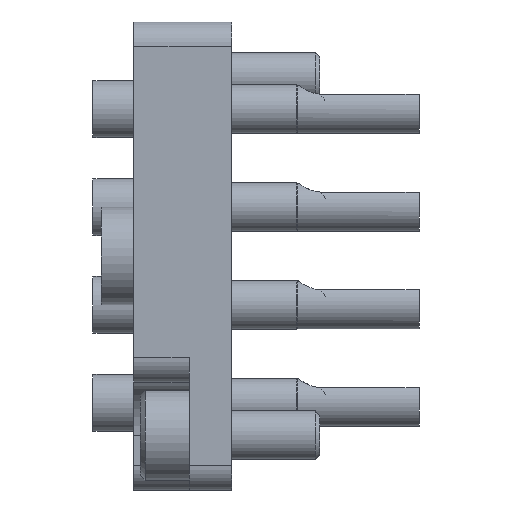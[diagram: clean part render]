
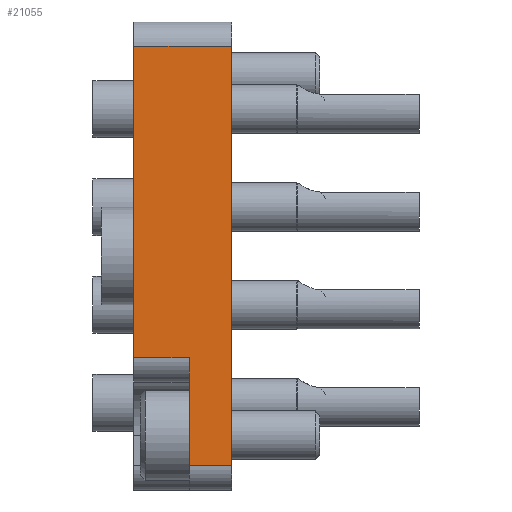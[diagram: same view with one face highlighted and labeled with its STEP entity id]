
A CAD part, left-side view. The second image highlights one B-rep face of the part: STEP entity #21055.
In plain terms, the highlighted planar face has unit normal (-1, 0, 0).
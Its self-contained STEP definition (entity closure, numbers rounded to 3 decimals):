
#19 = LINE ( 'NONE', #9677, #20653 ) ;
#53 = VERTEX_POINT ( 'NONE', #15253 ) ;
#657 = LINE ( 'NONE', #17768, #4307 ) ;
#3077 = CARTESIAN_POINT ( 'NONE',  ( -30., 6., -6.25 ) ) ;
#3424 = ORIENTED_EDGE ( 'NONE', *, *, #21878, .F. ) ;
#4307 = VECTOR ( 'NONE', #12052, 1000. ) ;
#4888 = DIRECTION ( 'NONE',  ( 1., 0., 0. ) ) ;
#4971 = DIRECTION ( 'NONE',  ( 0., 0., -1. ) ) ;
#5106 = EDGE_CURVE ( 'NONE', #16268, #6536, #12393, .T. ) ;
#5334 = CARTESIAN_POINT ( 'NONE',  ( -30., 6., 14.35 ) ) ;
#5638 = VERTEX_POINT ( 'NONE', #21280 ) ;
#6370 = ORIENTED_EDGE ( 'NONE', *, *, #9651, .T. ) ;
#6491 = EDGE_LOOP ( 'NONE', ( #13267, #6370, #3424, #9902, #19507, #12972 ) ) ;
#6498 = VERTEX_POINT ( 'NONE', #3077 ) ;
#6536 = VERTEX_POINT ( 'NONE', #18571 ) ;
#6824 = VERTEX_POINT ( 'NONE', #21610 ) ;
#6926 = EDGE_CURVE ( 'NONE', #16268, #6824, #19, .T. ) ;
#7317 = DIRECTION ( 'NONE',  ( 0., 0., -1. ) ) ;
#7835 = LINE ( 'NONE', #16893, #18664 ) ;
#7980 = EDGE_CURVE ( 'NONE', #53, #6536, #657, .T. ) ;
#8783 = EDGE_CURVE ( 'NONE', #6824, #6498, #14509, .T. ) ;
#9651 = EDGE_CURVE ( 'NONE', #6498, #5638, #7835, .T. ) ;
#9677 = CARTESIAN_POINT ( 'NONE',  ( -30., 6., 12.85 ) ) ;
#9902 = ORIENTED_EDGE ( 'NONE', *, *, #7980, .T. ) ;
#9965 = CARTESIAN_POINT ( 'NONE',  ( -30., 0., 12.85 ) ) ;
#10764 = CARTESIAN_POINT ( 'NONE',  ( -30., 2.6, -7.75 ) ) ;
#10821 = PLANE ( 'NONE',  #19294 ) ;
#10997 = VECTOR ( 'NONE', #18703, 1000. ) ;
#12052 = DIRECTION ( 'NONE',  ( 0., -1., 0. ) ) ;
#12393 = LINE ( 'NONE', #21719, #14370 ) ;
#12972 = ORIENTED_EDGE ( 'NONE', *, *, #6926, .T. ) ;
#13267 = ORIENTED_EDGE ( 'NONE', *, *, #8783, .T. ) ;
#14308 = FACE_OUTER_BOUND ( 'NONE', #6491, .T. ) ;
#14370 = VECTOR ( 'NONE', #4971, 1000. ) ;
#14491 = LINE ( 'NONE', #10764, #10997 ) ;
#14509 = LINE ( 'NONE', #5334, #15831 ) ;
#15253 = CARTESIAN_POINT ( 'NONE',  ( -30., 2.6, -12.85 ) ) ;
#15259 = DIRECTION ( 'NONE',  ( 0., 1., 0. ) ) ;
#15831 = VECTOR ( 'NONE', #7317, 1000. ) ;
#16268 = VERTEX_POINT ( 'NONE', #9965 ) ;
#16893 = CARTESIAN_POINT ( 'NONE',  ( -30., 6., -6.25 ) ) ;
#17247 = DIRECTION ( 'NONE',  ( 0., -1., 0. ) ) ;
#17768 = CARTESIAN_POINT ( 'NONE',  ( -30., 0., -12.85 ) ) ;
#18393 = DIRECTION ( 'NONE',  ( 0., 1., 0. ) ) ;
#18571 = CARTESIAN_POINT ( 'NONE',  ( -30., 0., -12.85 ) ) ;
#18664 = VECTOR ( 'NONE', #17247, 1000. ) ;
#18703 = DIRECTION ( 'NONE',  ( 0., 0., 1. ) ) ;
#19294 = AXIS2_PLACEMENT_3D ( 'NONE', #21882, #4888, #18393 ) ;
#19507 = ORIENTED_EDGE ( 'NONE', *, *, #5106, .F. ) ;
#20653 = VECTOR ( 'NONE', #15259, 1000. ) ;
#21055 = ADVANCED_FACE ( 'NONE', ( #14308 ), #10821, .F. ) ;
#21280 = CARTESIAN_POINT ( 'NONE',  ( -30., 2.6, -6.25 ) ) ;
#21610 = CARTESIAN_POINT ( 'NONE',  ( -30., 6., 12.85 ) ) ;
#21719 = CARTESIAN_POINT ( 'NONE',  ( -30., 0., 14.35 ) ) ;
#21878 = EDGE_CURVE ( 'NONE', #53, #5638, #14491, .T. ) ;
#21882 = CARTESIAN_POINT ( 'NONE',  ( -30., 6., 14.35 ) ) ;
